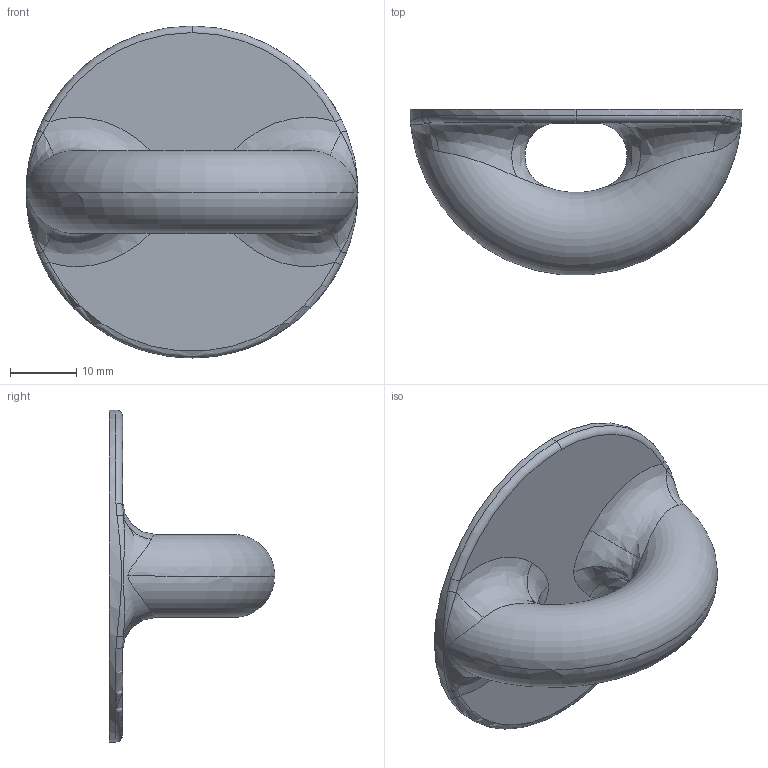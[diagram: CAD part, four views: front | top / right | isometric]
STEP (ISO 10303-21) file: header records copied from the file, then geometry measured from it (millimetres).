
FILE_DESCRIPTION (( 'STEP AP203' ), '1' );
FILE_NAME ('Anchor hook.STEP', '2025-07-01T22:53:49', ( '' ), ( '' ), 'SwSTEP 2.0', 'SolidWorks 2023', '' );
FILE_SCHEMA (( 'CONFIG_CONTROL_DESIGN' ));
Length unit declared in the file: millimetre
Products named in the file (1): Anchor hook
Bounding box: 50 x 24.91 x 50 mm (x, y, z)
Volume: 11395.8 mm3; surface area: 5928.5 mm2
Topology: 1 solids, 2 shells, 29 faces, 70 edges, 43 vertices
Faces by surface type: bspline 16, torus 7, plane 4, cylinder 2
Entity records: 2750 total; most frequent: CARTESIAN_POINT 2122, ORIENTED_EDGE 140, DIRECTION 82, EDGE_CURVE 70, VERTEX_POINT 43, AXIS2_PLACEMENT_3D 40, B_SPLINE_CURVE_WITH_KNOTS 40, ADVANCED_FACE 29
